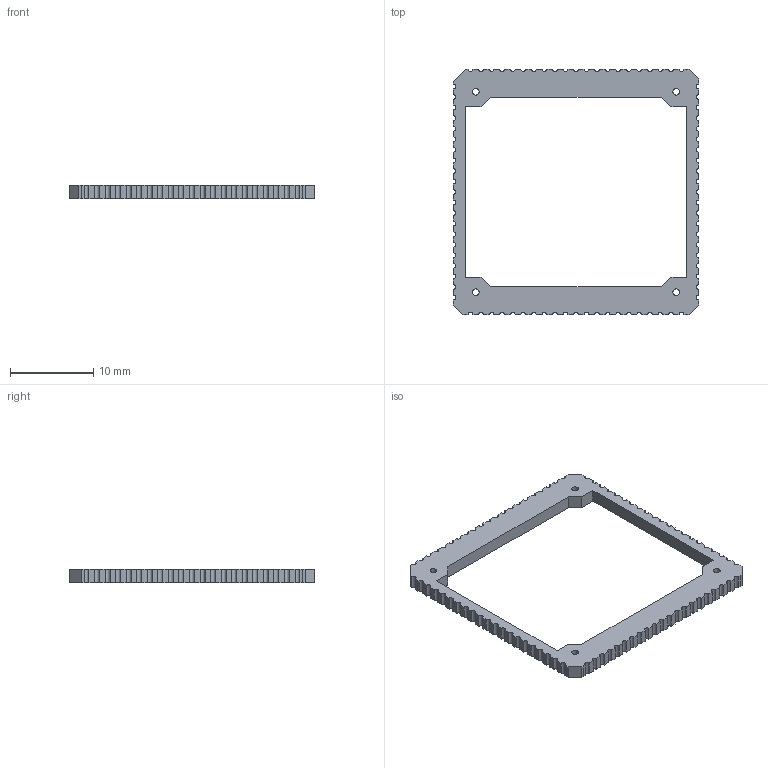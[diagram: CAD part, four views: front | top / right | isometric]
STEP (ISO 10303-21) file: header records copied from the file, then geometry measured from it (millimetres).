
FILE_DESCRIPTION(('KiCad electronic assembly'),'2;1');
FILE_NAME('PLCC-84-Plug-support-openframe.step','2023-07-27T16:49:55',( 'An Author'),('A Company'),'Open CASCADE STEP processor 7.5', 'KiCad to STEP converter','Unknown');
FILE_SCHEMA(('AUTOMOTIVE_DESIGN { 1 0 10303 214 1 1 1 1 }'));
Length unit declared in the file: millimetre
Products named in the file (2): Open CASCADE STEP translator 7.5 1; COMPOUND
Assembly tree (1 placements, depth 2):
  Open CASCADE STEP translator 7.5 1
    COMPOUND
Bounding box: 29.59 x 29.59 x 1.6 mm (x, y, z)
Volume: 416.5 mm3; surface area: 921.6 mm2
Topology: 1 solids, 1 shells, 200 faces, 594 edges, 396 vertices
Faces by surface type: plane 112, cylinder 88
Full cylindrical faces by diameter (mm): 0.8 x4
Entity records: 15051 total; most frequent: CARTESIAN_POINT 3436, DIRECTION 2186, LINE 1430, VECTOR 1430, ORIENTED_EDGE 1188, PCURVE 1188, DEFINITIONAL_REPRESENTATION 1188, EDGE_CURVE 594
